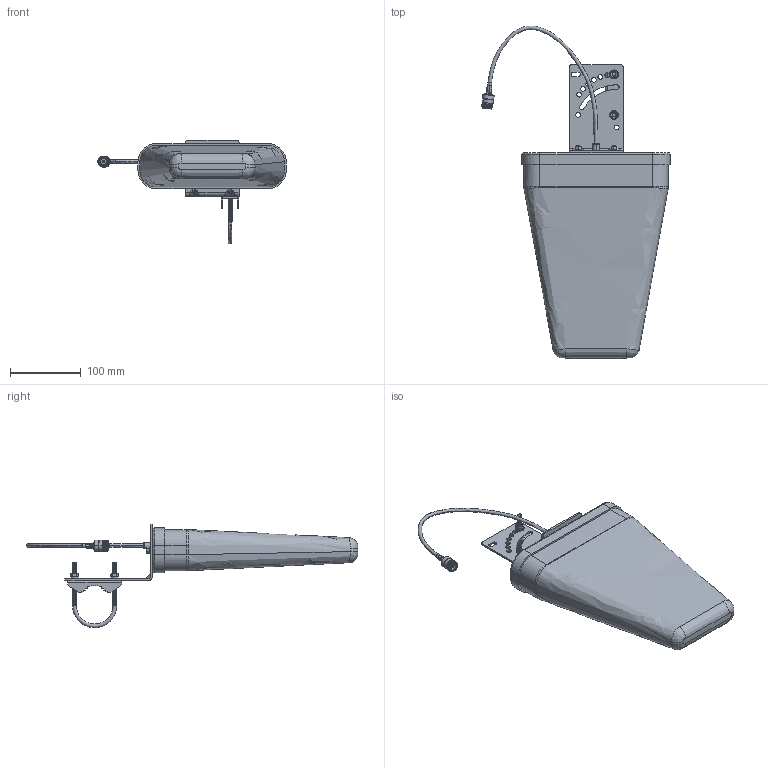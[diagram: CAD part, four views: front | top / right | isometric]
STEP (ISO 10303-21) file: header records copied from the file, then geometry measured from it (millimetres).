
FILE_DESCRIPTION (( 'STEP AP214' ), '1' );
FILE_NAME ('HG72710LP-NF.STEP', '2016-01-19T19:03:12', ( 'L-Com' ), ( 'L-Com Global Connectivity' ), 'SwSTEP 2.0', 'SolidWorks 2014', '' );
FILE_SCHEMA (( 'AUTOMOTIVE_DESIGN' ));
Length unit declared in the file: inch
Products named in the file (11): ANF-1700; ANF-1700-MA3; ANF-1700-MA1; M5_LockW_W_ and HexBolt; HG72710LP-NF_Mount Hardware; HG72710LP-NF_Ubolt; HG72710LP-NF_Swivel-L-Bracket; HEATSH-HEX_stepd_195White; HG72710LP-NF_Coax195; HG72710LP-NF_Antenna; HG72710LP-NF
Assembly tree (11 placements, depth 3):
  HG72710LP-NF
    HG72710LP-NF_Antenna
    HG72710LP-NF_Coax195
    HEATSH-HEX_stepd_195White
    HG72710LP-NF_Mount Hardware
      HG72710LP-NF_Swivel-L-Bracket
      HG72710LP-NF_Ubolt
    M5_LockW_W_ and HexBolt  x2
    ANF-1700
      ANF-1700-MA1
      ANF-1700-MA3
Bounding box: 266.38 x 469.43 x 146.33 mm (x, y, z)
Volume: 2441045.5 mm3; surface area: 183796.1 mm2
Topology: 10 solids, 10 shells, 1290 faces, 2793 edges, 1550 vertices
Faces by surface type: cone 826, cylinder 201, plane 185, bspline 48, torus 24, sphere 6
Entity records: 43265 total; most frequent: CARTESIAN_POINT 12132, DIRECTION 6261, ORIENTED_EDGE 5454, EDGE_CURVE 2727, AXIS2_PLACEMENT_3D 2492, VERTEX_POINT 1516, EDGE_LOOP 1353, VECTOR 1277
